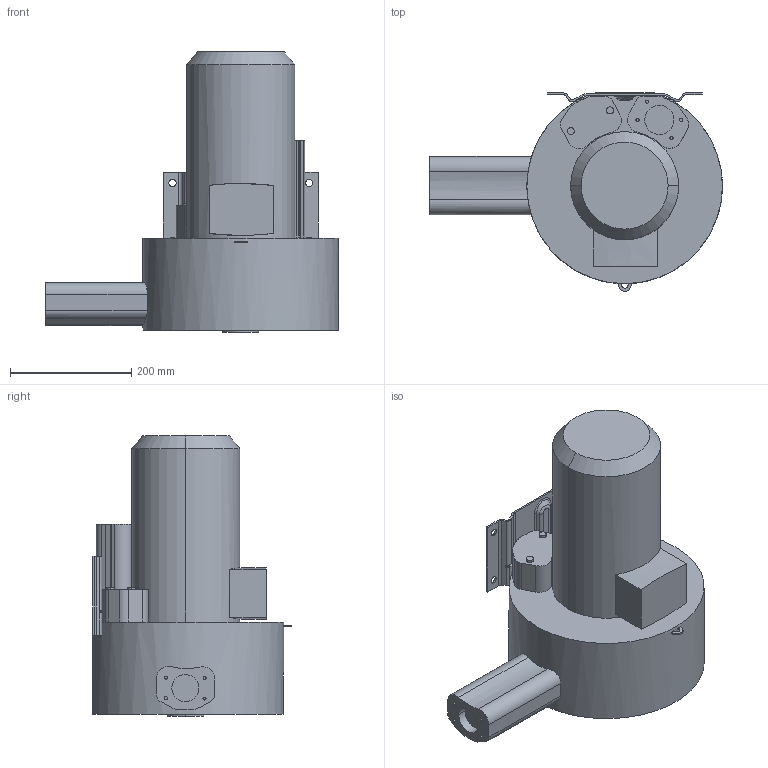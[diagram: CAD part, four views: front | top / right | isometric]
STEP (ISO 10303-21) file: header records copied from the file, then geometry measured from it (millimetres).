
FILE_DESCRIPTION((''),'2;1');
FILE_NAME('2RB420-1HQ46','2026-02-07T',('Administrator'),(''),'PRO/ENGINEER BY PARAMETRIC TECHNOLOGY CORPORATION, 2007090','PRO/ENGINEER BY PARAMETRIC TECHNOLOGY CORPORATION, 2007090','');
FILE_SCHEMA(('AUTOMOTIVE_DESIGN_CC2 { 1 2 10303 214 -1 1 5 2 }'));
Length unit declared in the file: millimetre
Products named in the file (1): 2RB420-1HQ46
Bounding box: 482.26 x 326.96 x 461.55 mm (x, y, z)
Volume: 22536907.4 mm3; surface area: 679705.4 mm2
Topology: 1 solids, 1 shells, 222 faces, 605 edges, 400 vertices
Faces by surface type: cylinder 110, plane 84, bspline 12, extrusion 8, cone 8
Entity records: 8328 total; most frequent: CARTESIAN_POINT 2636, ORIENTED_EDGE 1210, DIRECTION 1163, EDGE_CURVE 605, AXIS2_PLACEMENT_3D 428, VERTEX_POINT 400, VECTOR 307, LINE 299
